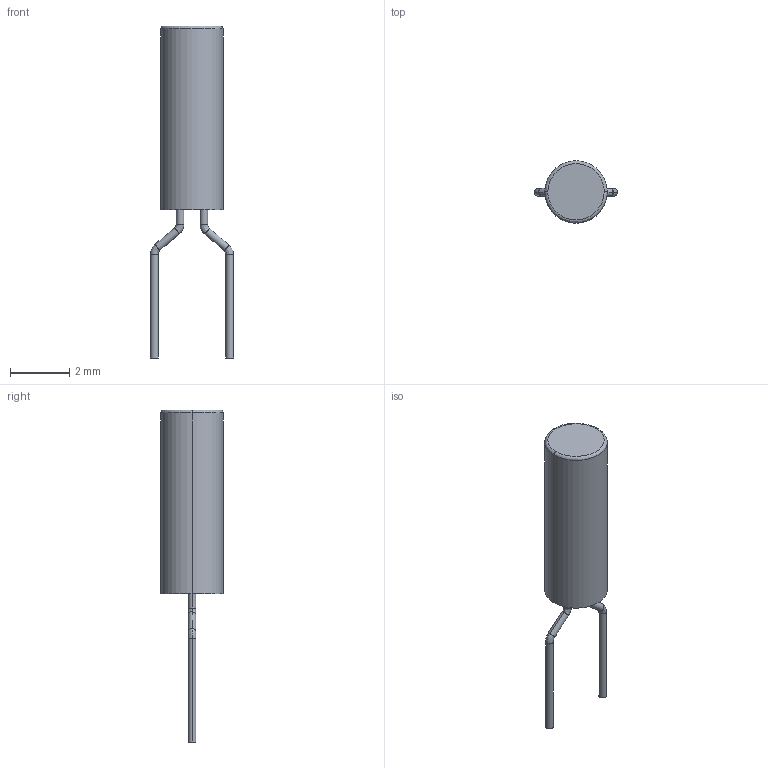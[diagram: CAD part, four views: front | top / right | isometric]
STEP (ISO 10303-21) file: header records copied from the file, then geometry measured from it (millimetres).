
FILE_DESCRIPTION (( 'STEP AP214' ), '1' );
FILE_NAME ('User Library-R38_100mils.STEP', '2013-06-30T06:49:51', ( 'Windows User' ), ( '' ), 'SwSTEP 2.0', 'SolidWorks 2013', '' );
FILE_SCHEMA (( 'AUTOMOTIVE_DESIGN' ));
Length unit declared in the file: millimetre
Products named in the file (10): User Library-R38_100mils; User Library-R38_100mils_Fillet; User Library-R38_100mils_Cylinder005; User Library-R38_100mils_Cylinder002; User Library-R38_100mils_Cylinder003; User Library-R38_100mils_Cylinder004; User Library-R38_100mils_Fusion; User Library-R38_100mils_Torus001; User Library-R38_100mils_Torus; User Library-R38_100mils_Cylinder001
Assembly tree (9 placements, depth 2):
  User Library-R38_100mils
    User Library-R38_100mils_Cylinder001
    User Library-R38_100mils_Torus
    User Library-R38_100mils_Torus001
    User Library-R38_100mils_Fusion
    User Library-R38_100mils_Cylinder004
    User Library-R38_100mils_Cylinder003
    User Library-R38_100mils_Cylinder002
    User Library-R38_100mils_Cylinder005
    User Library-R38_100mils_Fillet
Bounding box: 2.8 x 2.1 x 11.2 mm (x, y, z)
Volume: 22 mm3; surface area: 57.2 mm2
Topology: 9 solids, 9 shells, 46 faces, 79 edges, 50 vertices
Faces by surface type: plane 22, cylinder 14, bspline 10
Entity records: 2555 total; most frequent: CARTESIAN_POINT 827, DIRECTION 183, ORIENTED_EDGE 156, AXIS2_PLACEMENT_3D 84, EDGE_CURVE 78, UNCERTAINTY_MEASURE_WITH_UNIT 74, FILL_AREA_STYLE 64, MECHANICAL_DESIGN_GEOMETRIC_PRESENTATION_REPRESENTATION 64
